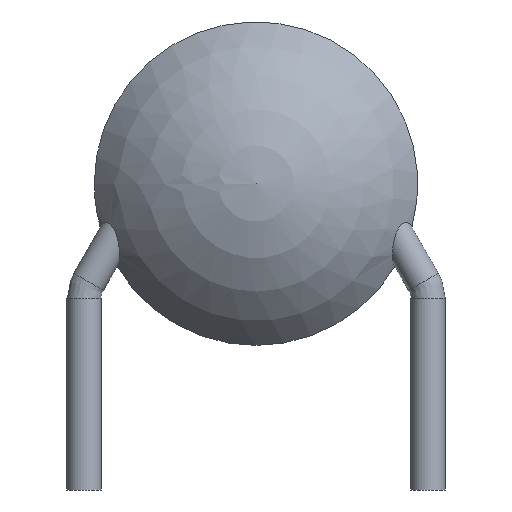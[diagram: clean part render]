
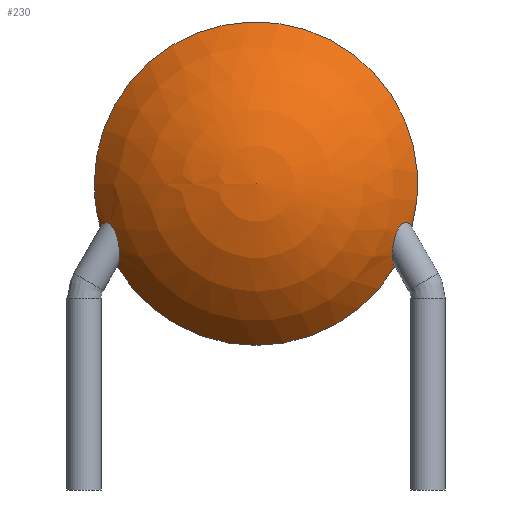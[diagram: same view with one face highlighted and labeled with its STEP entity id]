
A CAD part, front view. The second image highlights one B-rep face of the part: STEP entity #230.
In plain terms, the highlighted spherical face has radius 2.834 mm.
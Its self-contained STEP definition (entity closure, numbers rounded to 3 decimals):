
#106 = VERTEX_POINT('',#107);
#107 = CARTESIAN_POINT('',(-2.033,-0.25,1.718));
#113 = EDGE_CURVE('',#106,#114,#116,.T.);
#114 = VERTEX_POINT('',#115);
#115 = CARTESIAN_POINT('',(-2.017,0.,
1.245));
#116 = B_SPLINE_CURVE_WITH_KNOTS('',8,(#117,#118,#119,#120,#121,#122,
#123,#124,#125,#126,#127,#128,#129,#130,#131,#132,#133,#134,#135,
#136,#137,#138,#139),.UNSPECIFIED.,.F.,.F.,(9,7,7,9),(0.,
0.277,0.6,1.),.UNSPECIFIED.);
#117 = CARTESIAN_POINT('',(-2.033,-0.25,1.718));
#118 = CARTESIAN_POINT('',(-2.028,-0.25,1.704)
);
#119 = CARTESIAN_POINT('',(-2.023,-0.249,
1.689));
#120 = CARTESIAN_POINT('',(-2.018,-0.248,
1.673));
#121 = CARTESIAN_POINT('',(-2.013,-0.246,1.656
));
#122 = CARTESIAN_POINT('',(-2.009,-0.243,
1.639));
#123 = CARTESIAN_POINT('',(-2.005,-0.24,
1.621));
#124 = CARTESIAN_POINT('',(-2.001,-0.235,
1.603));
#125 = CARTESIAN_POINT('',(-1.994,-0.224,
1.562));
#126 = CARTESIAN_POINT('',(-1.99,-0.216,1.538
));
#127 = CARTESIAN_POINT('',(-1.987,-0.207,1.514)
);
#128 = CARTESIAN_POINT('',(-1.985,-0.197,
1.489));
#129 = CARTESIAN_POINT('',(-1.983,-0.185,
1.465));
#130 = CARTESIAN_POINT('',(-1.982,-0.172,
1.44));
#131 = CARTESIAN_POINT('',(-1.982,-0.158,
1.416));
#132 = CARTESIAN_POINT('',(-1.984,-0.125,
1.367));
#133 = CARTESIAN_POINT('',(-1.987,-0.107,
1.342));
#134 = CARTESIAN_POINT('',(-1.99,-0.088,
1.32));
#135 = CARTESIAN_POINT('',(-1.995,-0.07,
1.301));
#136 = CARTESIAN_POINT('',(-1.999,-0.052,
1.284));
#137 = CARTESIAN_POINT('',(-2.005,-0.034,
1.269));
#138 = CARTESIAN_POINT('',(-2.011,-0.017,
1.256));
#139 = CARTESIAN_POINT('',(-2.017,0.,
1.245));
#142 = VERTEX_POINT('',#143);
#143 = CARTESIAN_POINT('',(-2.264,0.,
1.818));
#190 = EDGE_CURVE('',#142,#106,#191,.T.);
#191 = B_SPLINE_CURVE_WITH_KNOTS('',7,(#192,#193,#194,#195,#196,#197,
#198,#199,#200,#201,#202,#203,#204,#205,#206,#207,#208,#209,#210,
#211,#212,#213,#214,#215,#216,#217,#218,#219,#220,#221,#222,#223),
.UNSPECIFIED.,.F.,.F.,(8,6,6,6,6,8),(0.,0.24,0.411,
0.539,0.753,1.),.UNSPECIFIED.);
#192 = CARTESIAN_POINT('',(-2.264,0.,
1.818));
#193 = CARTESIAN_POINT('',(-2.259,-0.01,
1.827));
#194 = CARTESIAN_POINT('',(-2.254,-0.02,
1.835));
#195 = CARTESIAN_POINT('',(-2.248,-0.031,
1.842));
#196 = CARTESIAN_POINT('',(-2.242,-0.042,
1.849));
#197 = CARTESIAN_POINT('',(-2.236,-0.053,
1.856));
#198 = CARTESIAN_POINT('',(-2.228,-0.065,
1.863));
#199 = CARTESIAN_POINT('',(-2.215,-0.087,
1.872));
#200 = CARTESIAN_POINT('',(-2.209,-0.096,
1.876));
#201 = CARTESIAN_POINT('',(-2.203,-0.105,1.878
));
#202 = CARTESIAN_POINT('',(-2.196,-0.114,1.881)
);
#203 = CARTESIAN_POINT('',(-2.19,-0.123,1.882)
);
#204 = CARTESIAN_POINT('',(-2.183,-0.132,
1.883));
#205 = CARTESIAN_POINT('',(-2.17,-0.148,
1.883));
#206 = CARTESIAN_POINT('',(-2.165,-0.155,1.883
));
#207 = CARTESIAN_POINT('',(-2.16,-0.161,1.882)
);
#208 = CARTESIAN_POINT('',(-2.154,-0.167,1.88
));
#209 = CARTESIAN_POINT('',(-2.148,-0.174,1.878
));
#210 = CARTESIAN_POINT('',(-2.143,-0.18,
1.876));
#211 = CARTESIAN_POINT('',(-2.128,-0.195,
1.868));
#212 = CARTESIAN_POINT('',(-2.119,-0.204,
1.861));
#213 = CARTESIAN_POINT('',(-2.11,-0.212,
1.853));
#214 = CARTESIAN_POINT('',(-2.101,-0.219,1.844
));
#215 = CARTESIAN_POINT('',(-2.093,-0.225,1.834
));
#216 = CARTESIAN_POINT('',(-2.085,-0.231,
1.823));
#217 = CARTESIAN_POINT('',(-2.069,-0.24,
1.798));
#218 = CARTESIAN_POINT('',(-2.061,-0.244,1.785
));
#219 = CARTESIAN_POINT('',(-2.054,-0.246,
1.771));
#220 = CARTESIAN_POINT('',(-2.048,-0.248,
1.758));
#221 = CARTESIAN_POINT('',(-2.043,-0.249,
1.745));
#222 = CARTESIAN_POINT('',(-2.038,-0.25,
1.731));
#223 = CARTESIAN_POINT('',(-2.033,-0.25,1.718));
#230 = ADVANCED_FACE('',(#231),#319,.T.);
#231 = FACE_BOUND('',#232,.T.);
#232 = EDGE_LOOP('',(#233,#244,#251,#252,#253,#262,#311,#318));
#233 = ORIENTED_EDGE('',*,*,#234,.F.);
#234 = EDGE_CURVE('',#235,#237,#239,.T.);
#235 = VERTEX_POINT('',#236);
#236 = CARTESIAN_POINT('',(-2.35,0.,2.45));
#237 = VERTEX_POINT('',#238);
#238 = CARTESIAN_POINT('',(0.,-1.25,2.45));
#239 = CIRCLE('',#240,2.834);
#240 = AXIS2_PLACEMENT_3D('',#241,#242,#243);
#241 = CARTESIAN_POINT('',(0.,1.584,2.45));
#242 = DIRECTION('',(0.,0.,1.));
#243 = DIRECTION('',(-0.829,-0.559,0.));
#244 = ORIENTED_EDGE('',*,*,#245,.T.);
#245 = EDGE_CURVE('',#235,#142,#246,.T.);
#246 = CIRCLE('',#247,2.35);
#247 = AXIS2_PLACEMENT_3D('',#248,#249,#250);
#248 = CARTESIAN_POINT('',(0.,0.,2.45));
#249 = DIRECTION('',(0.,-1.,0.));
#250 = DIRECTION('',(-1.,0.,0.));
#251 = ORIENTED_EDGE('',*,*,#190,.T.);
#252 = ORIENTED_EDGE('',*,*,#113,.T.);
#253 = ORIENTED_EDGE('',*,*,#254,.T.);
#254 = EDGE_CURVE('',#114,#255,#257,.T.);
#255 = VERTEX_POINT('',#256);
#256 = CARTESIAN_POINT('',(2.017,0.,
1.245));
#257 = CIRCLE('',#258,2.35);
#258 = AXIS2_PLACEMENT_3D('',#259,#260,#261);
#259 = CARTESIAN_POINT('',(0.,0.,2.45));
#260 = DIRECTION('',(0.,-1.,0.));
#261 = DIRECTION('',(-1.,0.,0.));
#262 = ORIENTED_EDGE('',*,*,#263,.T.);
#263 = EDGE_CURVE('',#255,#264,#266,.T.);
#264 = VERTEX_POINT('',#265);
#265 = CARTESIAN_POINT('',(2.264,0.,
1.818));
#266 = B_SPLINE_CURVE_WITH_KNOTS('',7,(#267,#268,#269,#270,#271,#272,
#273,#274,#275,#276,#277,#278,#279,#280,#281,#282,#283,#284,#285,
#286,#287,#288,#289,#290,#291,#292,#293,#294,#295,#296,#297,#298,
#299,#300,#301,#302,#303,#304,#305,#306,#307,#308,#309,#310),
.UNSPECIFIED.,.F.,.F.,(8,6,6,6,6,6,6,8),(0.,0.187,
0.354,0.494,0.624,0.697,
0.848,1.),.UNSPECIFIED.);
#267 = CARTESIAN_POINT('',(2.017,0.,
1.245));
#268 = CARTESIAN_POINT('',(2.011,-0.018,
1.257));
#269 = CARTESIAN_POINT('',(2.005,-0.035,
1.27));
#270 = CARTESIAN_POINT('',(1.999,-0.052,
1.284));
#271 = CARTESIAN_POINT('',(1.995,-0.069,
1.3));
#272 = CARTESIAN_POINT('',(1.991,-0.085,
1.318));
#273 = CARTESIAN_POINT('',(1.988,-0.101,1.336
));
#274 = CARTESIAN_POINT('',(1.984,-0.13,1.374
));
#275 = CARTESIAN_POINT('',(1.983,-0.143,1.393)
);
#276 = CARTESIAN_POINT('',(1.982,-0.156,1.412
));
#277 = CARTESIAN_POINT('',(1.982,-0.168,1.433
));
#278 = CARTESIAN_POINT('',(1.983,-0.18,1.455
));
#279 = CARTESIAN_POINT('',(1.984,-0.191,1.478)
);
#280 = CARTESIAN_POINT('',(1.988,-0.21,1.523)
);
#281 = CARTESIAN_POINT('',(1.991,-0.218,1.544
));
#282 = CARTESIAN_POINT('',(1.994,-0.226,1.567
));
#283 = CARTESIAN_POINT('',(1.998,-0.233,1.59)
);
#284 = CARTESIAN_POINT('',(2.003,-0.239,1.614
));
#285 = CARTESIAN_POINT('',(2.009,-0.243,1.638
));
#286 = CARTESIAN_POINT('',(2.022,-0.249,1.686
));
#287 = CARTESIAN_POINT('',(2.029,-0.251,1.71
));
#288 = CARTESIAN_POINT('',(2.038,-0.251,1.734
));
#289 = CARTESIAN_POINT('',(2.047,-0.25,1.757
));
#290 = CARTESIAN_POINT('',(2.058,-0.246,1.779
));
#291 = CARTESIAN_POINT('',(2.069,-0.24,1.799
));
#292 = CARTESIAN_POINT('',(2.087,-0.229,1.826
));
#293 = CARTESIAN_POINT('',(2.094,-0.224,1.835
));
#294 = CARTESIAN_POINT('',(2.1,-0.219,1.843
));
#295 = CARTESIAN_POINT('',(2.107,-0.214,1.85
));
#296 = CARTESIAN_POINT('',(2.114,-0.208,1.857
));
#297 = CARTESIAN_POINT('',(2.121,-0.202,1.862
));
#298 = CARTESIAN_POINT('',(2.142,-0.181,1.877
));
#299 = CARTESIAN_POINT('',(2.155,-0.167,1.882)
);
#300 = CARTESIAN_POINT('',(2.167,-0.153,1.885
));
#301 = CARTESIAN_POINT('',(2.179,-0.138,1.885
));
#302 = CARTESIAN_POINT('',(2.189,-0.124,1.883
));
#303 = CARTESIAN_POINT('',(2.199,-0.11,1.88
));
#304 = CARTESIAN_POINT('',(2.218,-0.082,
1.871));
#305 = CARTESIAN_POINT('',(2.227,-0.068,
1.864));
#306 = CARTESIAN_POINT('',(2.235,-0.054,
1.857));
#307 = CARTESIAN_POINT('',(2.243,-0.041,
1.849));
#308 = CARTESIAN_POINT('',(2.25,-0.027,
1.84));
#309 = CARTESIAN_POINT('',(2.257,-0.013,
1.829));
#310 = CARTESIAN_POINT('',(2.264,0.,
1.818));
#311 = ORIENTED_EDGE('',*,*,#312,.T.);
#312 = EDGE_CURVE('',#264,#235,#313,.T.);
#313 = CIRCLE('',#314,2.35);
#314 = AXIS2_PLACEMENT_3D('',#315,#316,#317);
#315 = CARTESIAN_POINT('',(0.,0.,2.45));
#316 = DIRECTION('',(0.,-1.,0.));
#317 = DIRECTION('',(-1.,0.,0.));
#318 = ORIENTED_EDGE('',*,*,#234,.T.);
#319 = SPHERICAL_SURFACE('',#320,2.834);
#320 = AXIS2_PLACEMENT_3D('',#321,#322,#323);
#321 = CARTESIAN_POINT('',(0.,1.584,2.45));
#322 = DIRECTION('',(0.,-1.,0.));
#323 = DIRECTION('',(-1.,0.,0.));
